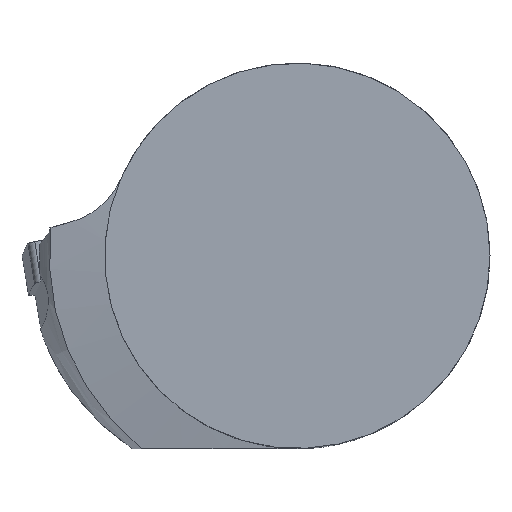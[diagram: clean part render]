
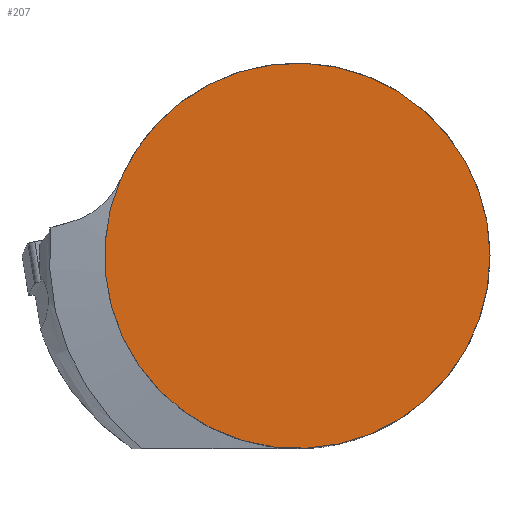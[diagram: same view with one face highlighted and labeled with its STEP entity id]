
A CAD part, top view. The second image highlights one B-rep face of the part: STEP entity #207.
In plain terms, the highlighted planar face has unit normal (0, 0, 1).
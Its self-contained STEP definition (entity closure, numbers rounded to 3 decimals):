
#141=CIRCLE('',#975,30.);
#207=ADVANCED_FACE('',(#276),#241,.T.);
#241=PLANE('',#1014);
#276=FACE_OUTER_BOUND('',#317,.T.);
#317=EDGE_LOOP('',(#497));
#497=ORIENTED_EDGE('',*,*,#686,.F.);
#606=VERTEX_POINT('',#1450);
#686=EDGE_CURVE('',#606,#606,#141,.T.);
#975=AXIS2_PLACEMENT_3D('',#1449,#1107,#1108);
#1014=AXIS2_PLACEMENT_3D('',#1560,#1207,#1208);
#1107=DIRECTION('',(0.,0.,-1.));
#1108=DIRECTION('',(1.,0.,0.));
#1207=DIRECTION('',(0.,0.,1.));
#1208=DIRECTION('',(1.,0.,0.));
#1449=CARTESIAN_POINT('',(0.,0.,0.));
#1450=CARTESIAN_POINT('',(30.,0.,0.));
#1560=CARTESIAN_POINT('',(0.,0.,0.));
